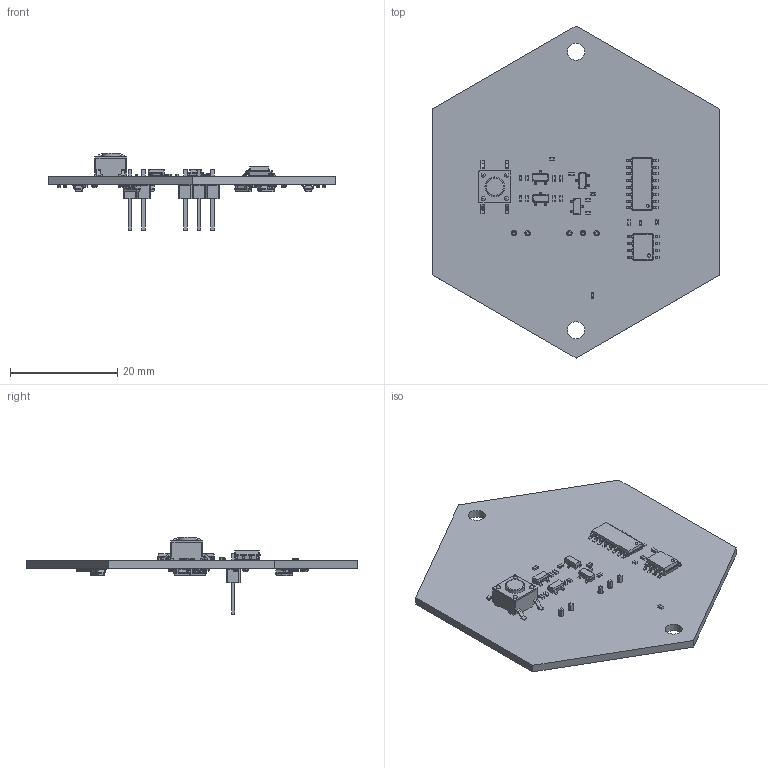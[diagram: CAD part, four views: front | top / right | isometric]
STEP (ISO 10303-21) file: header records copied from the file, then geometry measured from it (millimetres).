
FILE_DESCRIPTION(('KiCad electronic assembly'),'2;1');
FILE_NAME('LightUpCoaster.step','2025-09-12T14:59:25',('Pcbnew'),( 'Kicad'),'Open CASCADE STEP processor 7.9','KiCad to STEP converter' ,'Unknown');
FILE_SCHEMA(('AUTOMOTIVE_DESIGN { 1 0 10303 214 1 1 1 1 }'));
Length unit declared in the file: millimetre
Products named in the file (11): LightUpCoaster 1; R_0402_1005Metric; C_0402_1005Metric; SOT-23; SOIC-8_3.9x4.9mm_P1.27mm; SOP-16_3.9x9.9mm_P1.27mm; SW_Push_1P1T_NO_E-Switch_TL3301NxxxxxG; LED_0402_1005Metric; PinHeader_1x03_P2.54mm_Vertical; PinHeader_1x02_P2.54mm_Vertical; LightUpCoaster_PCB
Assembly tree (53 placements, depth 2):
  LightUpCoaster 1
    R_0402_1005Metric  x28
    C_0402_1005Metric  x2
    SOT-23  x10
    SOIC-8_3.9x4.9mm_P1.27mm
    SOP-16_3.9x9.9mm_P1.27mm
    SW_Push_1P1T_NO_E-Switch_TL3301NxxxxxG
    LED_0402_1005Metric  x7
    PinHeader_1x03_P2.54mm_Vertical
    PinHeader_1x02_P2.54mm_Vertical
    LightUpCoaster_PCB
Bounding box: 53.7 x 62 x 14.52 mm (x, y, z)
Volume: 4091.8 mm3; surface area: 6230.6 mm2
Topology: 53 solids, 53 shells, 2476 faces, 6400 edges, 4073 vertices
Faces by surface type: plane 1730, cylinder 549, bspline 192, revolution 4, torus 1
Full cylindrical faces by diameter (mm): 0.75 x4, 1 x5, 3.2 x2, 3.5 x1, 3.7 x1
Entity records: 32096 total; most frequent: CARTESIAN_POINT 4618, ORIENTED_EDGE 4272, DIRECTION 4062, EDGE_CURVE 2137, LINE 1726, VECTOR 1726, VERTEX_POINT 1358, AXIS2_PLACEMENT_3D 1166
